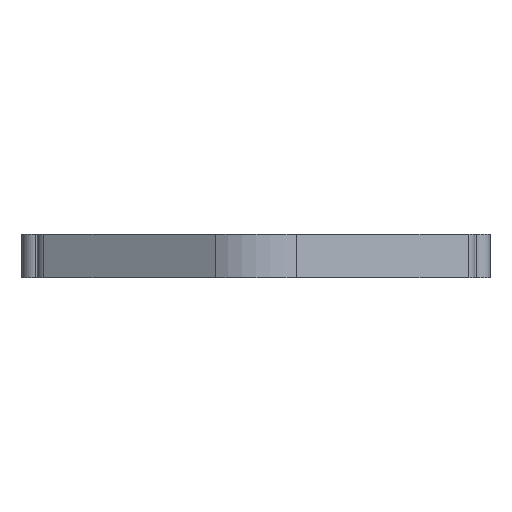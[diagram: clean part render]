
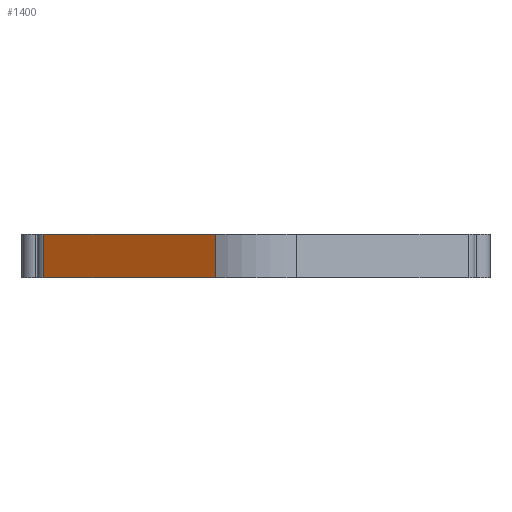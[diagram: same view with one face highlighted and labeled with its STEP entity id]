
A CAD part, front view. The second image highlights one B-rep face of the part: STEP entity #1400.
In plain terms, the highlighted planar face has unit normal (-0.5, -0.866, 0).
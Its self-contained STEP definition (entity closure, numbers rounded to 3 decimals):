
#2 = CARTESIAN_POINT ( 'NONE',  ( -3., -24.662, 474.034 ) ) ;
#26 = VERTEX_POINT ( 'NONE', #97 ) ;
#78 = CARTESIAN_POINT ( 'NONE',  ( -3., -24.662, 474.034 ) ) ;
#82 = ORIENTED_EDGE ( 'NONE', *, *, #1829, .T. ) ;
#86 = ORIENTED_EDGE ( 'NONE', *, *, #1425, .F. ) ;
#88 = VECTOR ( 'NONE', #1587, 1000. ) ;
#97 = CARTESIAN_POINT ( 'NONE',  ( -15.637, -17.366, 474.034 ) ) ;
#133 = CARTESIAN_POINT ( 'NONE',  ( -17.25, -16.435, 474.034 ) ) ;
#145 = CARTESIAN_POINT ( 'NONE',  ( -17.25, -16.435, 477.209 ) ) ;
#323 = VECTOR ( 'NONE', #2537, 1000. ) ;
#350 = FACE_OUTER_BOUND ( 'NONE', #858, .T. ) ;
#361 = DIRECTION ( 'NONE',  ( 0.866, -0.5, 0. ) ) ;
#440 = EDGE_CURVE ( 'NONE', #1883, #836, #2296, .T. ) ;
#592 = VERTEX_POINT ( 'NONE', #615 ) ;
#610 = CARTESIAN_POINT ( 'NONE',  ( -17.25, -16.435, 474.034 ) ) ;
#615 = CARTESIAN_POINT ( 'NONE',  ( -15.637, -17.366, 477.209 ) ) ;
#769 = PLANE ( 'NONE',  #1807 ) ;
#777 = DIRECTION ( 'NONE',  ( 0., 0., -1. ) ) ;
#836 = VERTEX_POINT ( 'NONE', #1800 ) ;
#858 = EDGE_LOOP ( 'NONE', ( #86, #82, #2159, #1364 ) ) ;
#953 = DIRECTION ( 'NONE',  ( 0.866, -0.5, 0. ) ) ;
#977 = LINE ( 'NONE', #2219, #1360 ) ;
#1360 = VECTOR ( 'NONE', #777, 1000. ) ;
#1364 = ORIENTED_EDGE ( 'NONE', *, *, #440, .T. ) ;
#1400 = ADVANCED_FACE ( 'NONE', ( #350 ), #769, .T. ) ;
#1425 = EDGE_CURVE ( 'NONE', #592, #836, #1757, .T. ) ;
#1587 = DIRECTION ( 'NONE',  ( 0.866, -0.5, 0. ) ) ;
#1757 = LINE ( 'NONE', #145, #2064 ) ;
#1800 = CARTESIAN_POINT ( 'NONE',  ( -3., -24.662, 477.209 ) ) ;
#1807 = AXIS2_PLACEMENT_3D ( 'NONE', #133, #2183, #361 ) ;
#1829 = EDGE_CURVE ( 'NONE', #592, #26, #977, .T. ) ;
#1883 = VERTEX_POINT ( 'NONE', #2 ) ;
#2064 = VECTOR ( 'NONE', #953, 1000. ) ;
#2159 = ORIENTED_EDGE ( 'NONE', *, *, #2480, .T. ) ;
#2183 = DIRECTION ( 'NONE',  ( -0.5, -0.866, 0. ) ) ;
#2218 = LINE ( 'NONE', #610, #88 ) ;
#2219 = CARTESIAN_POINT ( 'NONE',  ( -15.637, -17.366, 474.034 ) ) ;
#2296 = LINE ( 'NONE', #78, #323 ) ;
#2480 = EDGE_CURVE ( 'NONE', #26, #1883, #2218, .T. ) ;
#2537 = DIRECTION ( 'NONE',  ( 0., 0., 1. ) ) ;
